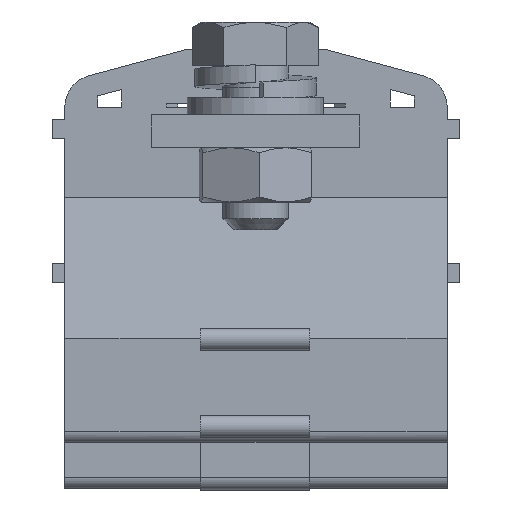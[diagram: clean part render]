
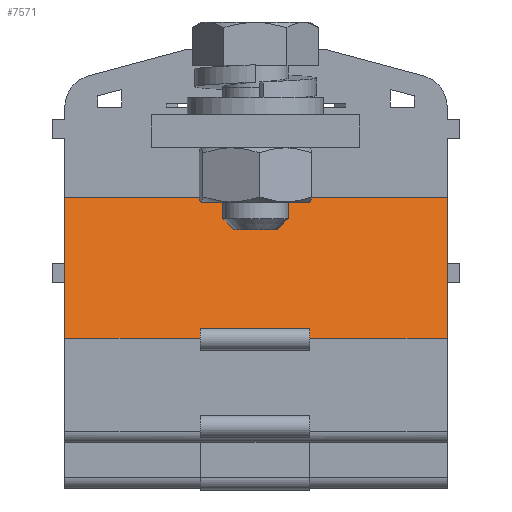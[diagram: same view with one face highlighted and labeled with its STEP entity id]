
A CAD part, left-side view. The second image highlights one B-rep face of the part: STEP entity #7571.
In plain terms, the highlighted planar face has unit normal (-0.966, 0, 0.259).
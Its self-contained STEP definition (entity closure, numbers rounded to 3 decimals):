
#1679=ORIENTED_EDGE('',*,*,#2680,.T.);
#1680=ORIENTED_EDGE('',*,*,#2681,.T.);
#1681=ORIENTED_EDGE('',*,*,#2682,.F.);
#1682=ORIENTED_EDGE('',*,*,#2650,.F.);
#1683=ORIENTED_EDGE('',*,*,#2406,.T.);
#1684=ORIENTED_EDGE('',*,*,#2683,.T.);
#1685=ORIENTED_EDGE('',*,*,#2684,.F.);
#1686=ORIENTED_EDGE('',*,*,#2685,.T.);
#2406=EDGE_CURVE('',#3074,#3073,#3473,.T.);
#2650=EDGE_CURVE('',#3074,#3230,#3654,.T.);
#2680=EDGE_CURVE('',#3244,#3245,#3682,.T.);
#2681=EDGE_CURVE('',#3245,#3246,#3683,.T.);
#2682=EDGE_CURVE('',#3230,#3246,#3684,.T.);
#2683=EDGE_CURVE('',#3073,#3247,#3685,.T.);
#2684=EDGE_CURVE('',#3248,#3247,#3686,.T.);
#2685=EDGE_CURVE('',#3248,#3244,#3687,.T.);
#3073=VERTEX_POINT('',#10994);
#3074=VERTEX_POINT('',#10996);
#3230=VERTEX_POINT('',#11637);
#3244=VERTEX_POINT('',#11700);
#3245=VERTEX_POINT('',#11701);
#3246=VERTEX_POINT('',#11703);
#3247=VERTEX_POINT('',#11706);
#3248=VERTEX_POINT('',#11708);
#3473=LINE('',#10995,#3942);
#3654=LINE('',#11636,#4123);
#3682=LINE('',#11699,#4151);
#3683=LINE('',#11702,#4152);
#3684=LINE('',#11704,#4153);
#3685=LINE('',#11705,#4154);
#3686=LINE('',#11707,#4155);
#3687=LINE('',#11709,#4156);
#3942=VECTOR('',#8748,1000.);
#4123=VECTOR('',#9185,1000.);
#4151=VECTOR('',#9239,1000.);
#4152=VECTOR('',#9240,1000.);
#4153=VECTOR('',#9241,1000.);
#4154=VECTOR('',#9242,1000.);
#4155=VECTOR('',#9243,1000.);
#4156=VECTOR('',#9244,1000.);
#4549=EDGE_LOOP('',(#1679,#1680,#1681,#1682,#1683,#1684,#1685,#1686));
#4913=FACE_BOUND('',#4549,.T.);
#5114=PLANE('',#8024);
#7571=ADVANCED_FACE('',(#4913),#5114,.T.);
#8024=AXIS2_PLACEMENT_3D('',#11698,#9237,#9238);
#8748=DIRECTION('',(-0.259,0.,-0.966));
#9185=DIRECTION('',(0.,-1.,0.));
#9237=DIRECTION('',(-0.966,0.,0.259));
#9238=DIRECTION('',(0.259,0.,0.966));
#9239=DIRECTION('',(-0.259,0.,-0.966));
#9240=DIRECTION('',(0.,-1.,0.));
#9241=DIRECTION('',(-0.259,0.,-0.966));
#9242=DIRECTION('',(0.,-1.,0.));
#9243=DIRECTION('',(-0.259,0.,-0.966));
#9244=DIRECTION('',(0.,-1.,0.));
#10994=CARTESIAN_POINT('',(-43.45,35.,-26.476));
#10995=CARTESIAN_POINT('',(-40.,35.,-13.6));
#10996=CARTESIAN_POINT('',(-40.,35.,-13.6));
#11636=CARTESIAN_POINT('',(-40.,35.,-13.6));
#11637=CARTESIAN_POINT('',(-40.,0.,-13.6));
#11698=CARTESIAN_POINT('',(-40.,35.,-13.6));
#11699=CARTESIAN_POINT('',(-43.997,12.6,-28.519));
#11700=CARTESIAN_POINT('',(-43.202,12.6,-25.55));
#11701=CARTESIAN_POINT('',(-43.45,12.6,-26.476));
#11702=CARTESIAN_POINT('',(-43.45,35.,-26.476));
#11703=CARTESIAN_POINT('',(-43.45,0.,-26.476));
#11704=CARTESIAN_POINT('',(-40.,0.,-13.6));
#11705=CARTESIAN_POINT('',(-43.45,35.,-26.476));
#11706=CARTESIAN_POINT('',(-43.45,22.6,-26.476));
#11707=CARTESIAN_POINT('',(-43.997,22.6,-28.519));
#11708=CARTESIAN_POINT('',(-43.202,22.6,-25.55));
#11709=CARTESIAN_POINT('',(-43.202,22.6,-25.55));
